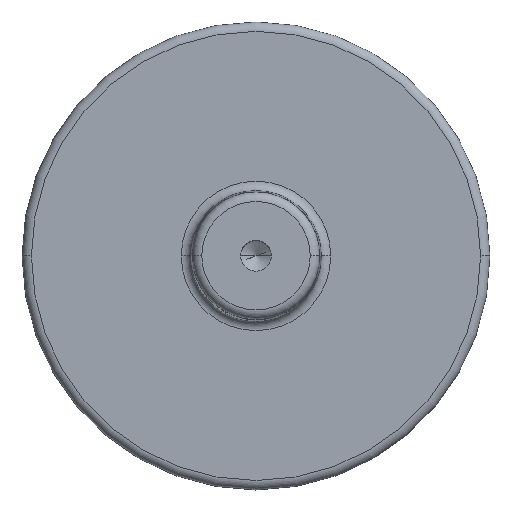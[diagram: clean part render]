
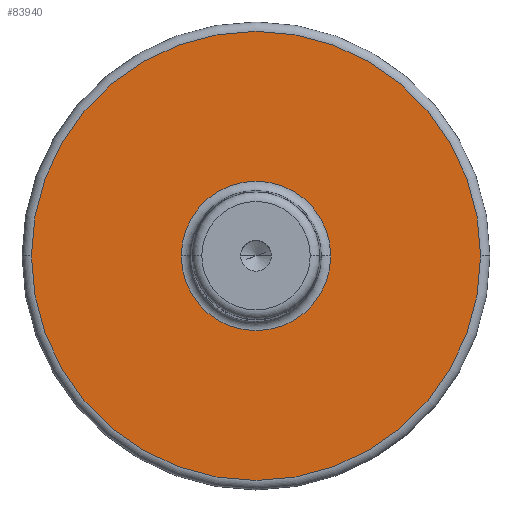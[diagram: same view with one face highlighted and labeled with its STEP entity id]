
A CAD part, top view. The second image highlights one B-rep face of the part: STEP entity #83940.
In plain terms, the highlighted planar face has unit normal (0, 0, 1).
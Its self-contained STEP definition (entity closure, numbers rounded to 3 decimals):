
#83590=CARTESIAN_POINT('',(0.,0.,1.));
#83600=DIRECTION('',(0.,0.,1.));
#83610=DIRECTION('',(1.,0.,0.));
#83620=AXIS2_PLACEMENT_3D('',#83590,#83600,#83610);
#83630=PLANE('',#83620);
#83640=CARTESIAN_POINT('',(0.,0.,1.));
#83650=DIRECTION('',(0.,0.,1.));
#83660=DIRECTION('',(-1.,0.,0.));
#83670=AXIS2_PLACEMENT_3D('',#83640,#83650,#83660);
#83680=CIRCLE('',#83670,7.983);
#83690=CARTESIAN_POINT('',(7.983,0.,1.));
#83700=VERTEX_POINT('',#83690);
#83710=CARTESIAN_POINT('',(-7.983,0.,1.));
#83720=VERTEX_POINT('',#83710);
#83730=EDGE_CURVE('',#83700,#83720,#83680,.T.);
#83740=ORIENTED_EDGE('',*,*,#83730,.F.);
#83750=EDGE_CURVE('',#83720,#83700,#83680,.T.);
#83760=ORIENTED_EDGE('',*,*,#83750,.F.);
#83770=EDGE_LOOP('',(#83760,#83740));
#83780=FACE_BOUND('',#83770,.T.);
#83790=CARTESIAN_POINT('',(0.,0.,1.));
#83800=DIRECTION('',(0.,0.,1.));
#83810=DIRECTION('',(1.,0.,0.));
#83820=AXIS2_PLACEMENT_3D('',#83790,#83800,#83810);
#83830=CIRCLE('',#83820,24.);
#83840=CARTESIAN_POINT('',(24.,0.,1.));
#83850=VERTEX_POINT('',#83840);
#83860=CARTESIAN_POINT('',(-24.,0.,1.));
#83870=VERTEX_POINT('',#83860);
#83880=EDGE_CURVE('',#83850,#83870,#83830,.T.);
#83890=ORIENTED_EDGE('',*,*,#83880,.T.);
#83900=EDGE_CURVE('',#83870,#83850,#83830,.T.);
#83910=ORIENTED_EDGE('',*,*,#83900,.T.);
#83920=EDGE_LOOP('',(#83910,#83890));
#83930=FACE_OUTER_BOUND('',#83920,.T.);
#83940=ADVANCED_FACE('',(#83780,#83930),#83630,.T.);
